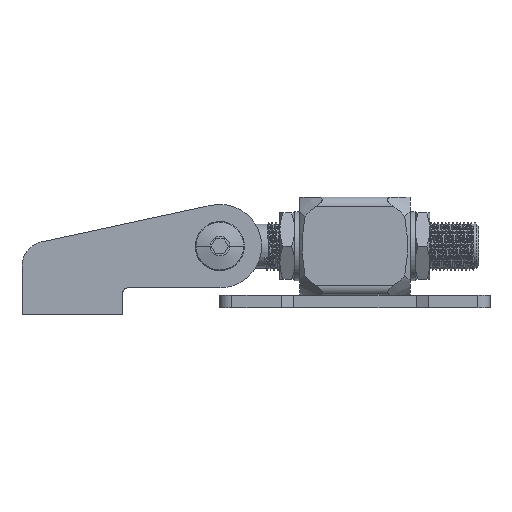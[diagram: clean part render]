
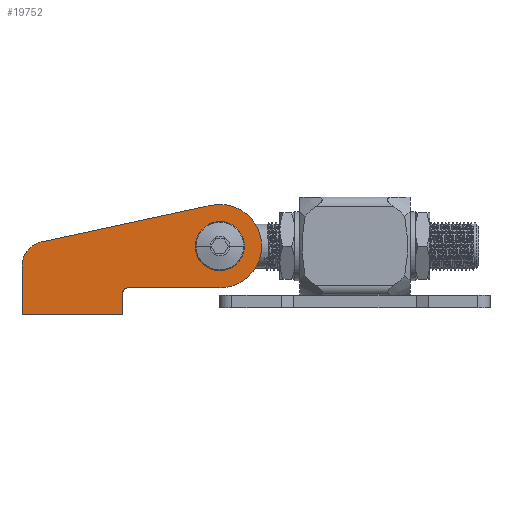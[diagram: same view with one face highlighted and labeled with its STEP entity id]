
A CAD part, front view. The second image highlights one B-rep face of the part: STEP entity #19752.
In plain terms, the highlighted free-form (B-spline) face has degree [1, 1] with [2, 2] control points.
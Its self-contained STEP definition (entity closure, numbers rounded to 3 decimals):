
#19178 = VERTEX_POINT('',#19179);
#19179 = CARTESIAN_POINT('',(-46.019,-28.166,
    25.605));
#19184 = EDGE_CURVE('',#19185,#19178,#19187,.T.);
#19185 = VERTEX_POINT('',#19186);
#19186 = CARTESIAN_POINT('',(-66.504,-28.166,
    25.605));
#19187 = ( BOUNDED_CURVE() B_SPLINE_CURVE(2,(#19188,#19189,#19190,#19191
,#19192),.UNSPECIFIED.,.F.,.F.) B_SPLINE_CURVE_WITH_KNOTS((3,2,3),(0.,
1.571,3.142),.PIECEWISE_BEZIER_KNOTS.) CURVE() 
GEOMETRIC_REPRESENTATION_ITEM() RATIONAL_B_SPLINE_CURVE((1.,
0.707,1.,0.707,1.)) REPRESENTATION_ITEM('') );
#19188 = CARTESIAN_POINT('',(-66.504,-28.166,
    25.605));
#19189 = CARTESIAN_POINT('',(-66.504,-28.166,
    35.848));
#19190 = CARTESIAN_POINT('',(-56.261,-28.166,
    35.848));
#19191 = CARTESIAN_POINT('',(-46.019,-28.166,
    35.848));
#19192 = CARTESIAN_POINT('',(-46.019,-28.166,
    25.605));
#19360 = VERTEX_POINT('',#19361);
#19361 = CARTESIAN_POINT('',(-38.85,-28.166,
    25.605));
#19366 = EDGE_CURVE('',#19360,#19367,#19369,.T.);
#19367 = VERTEX_POINT('',#19368);
#19368 = CARTESIAN_POINT('',(-56.261,-28.166,
    8.194));
#19369 = ( BOUNDED_CURVE() B_SPLINE_CURVE(2,(#19370,#19371,#19372),
.UNSPECIFIED.,.F.,.F.) B_SPLINE_CURVE_WITH_KNOTS((3,3),(3.142,
4.712),.PIECEWISE_BEZIER_KNOTS.) CURVE() 
GEOMETRIC_REPRESENTATION_ITEM() RATIONAL_B_SPLINE_CURVE((1.,
0.707,1.)) REPRESENTATION_ITEM('') );
#19370 = CARTESIAN_POINT('',(-38.85,-28.166,
    25.605));
#19371 = CARTESIAN_POINT('',(-38.85,-28.166,
    8.194));
#19372 = CARTESIAN_POINT('',(-56.261,-28.166,
    8.194));
#19538 = VERTEX_POINT('',#19539);
#19539 = CARTESIAN_POINT('',(-138.711,-28.166,
    -3.073));
#19544 = EDGE_CURVE('',#19538,#19545,#19547,.T.);
#19545 = VERTEX_POINT('',#19546);
#19546 = CARTESIAN_POINT('',(-138.711,-28.166,
    17.34));
#19547 = B_SPLINE_CURVE_WITH_KNOTS('',1,(#19548,#19549),.UNSPECIFIED.,
  .F.,.F.,(2,2),(-5.,14.93),.PIECEWISE_BEZIER_KNOTS.);
#19548 = CARTESIAN_POINT('',(-138.711,-28.166,
    -3.073));
#19549 = CARTESIAN_POINT('',(-138.711,-28.166,
    17.34));
#19573 = EDGE_CURVE('',#19545,#19574,#19576,.T.);
#19574 = VERTEX_POINT('',#19575);
#19575 = CARTESIAN_POINT('',(-130.632,-28.166,
    27.351));
#19576 = ( BOUNDED_CURVE() B_SPLINE_CURVE(2,(#19577,#19578,#19579),
.UNSPECIFIED.,.F.,.F.) B_SPLINE_CURVE_WITH_KNOTS((3,3),(3.142,
4.5),.PIECEWISE_BEZIER_KNOTS.) CURVE() 
GEOMETRIC_REPRESENTATION_ITEM() RATIONAL_B_SPLINE_CURVE((1.,
0.778,1.)) REPRESENTATION_ITEM('') );
#19577 = CARTESIAN_POINT('',(-138.711,-28.166,
    17.34));
#19578 = CARTESIAN_POINT('',(-138.711,-28.166,
    25.605));
#19579 = CARTESIAN_POINT('',(-130.632,-28.166,
    27.351));
#19604 = EDGE_CURVE('',#19574,#19605,#19607,.T.);
#19605 = VERTEX_POINT('',#19606);
#19606 = CARTESIAN_POINT('',(-59.938,-28.166,
    42.624));
#19607 = B_SPLINE_CURVE_WITH_KNOTS('',1,(#19608,#19609),.UNSPECIFIED.,
  .F.,.F.,(2,2),(0.,70.614),.PIECEWISE_BEZIER_KNOTS.);
#19608 = CARTESIAN_POINT('',(-130.632,-28.166,
    27.351));
#19609 = CARTESIAN_POINT('',(-59.938,-28.166,
    42.624));
#19632 = EDGE_CURVE('',#19605,#19360,#19633,.T.);
#19633 = ( BOUNDED_CURVE() B_SPLINE_CURVE(2,(#19634,#19635,#19636),
.UNSPECIFIED.,.F.,.F.) B_SPLINE_CURVE_WITH_KNOTS((3,3),(1.358,
3.142),.PIECEWISE_BEZIER_KNOTS.) CURVE() 
GEOMETRIC_REPRESENTATION_ITEM() RATIONAL_B_SPLINE_CURVE((1.,
0.628,1.)) REPRESENTATION_ITEM('') );
#19634 = CARTESIAN_POINT('',(-59.938,-28.166,
    42.624));
#19635 = CARTESIAN_POINT('',(-38.85,-28.166,
    47.181));
#19636 = CARTESIAN_POINT('',(-38.85,-28.166,
    25.605));
#19656 = EDGE_CURVE('',#19367,#19657,#19659,.T.);
#19657 = VERTEX_POINT('',#19658);
#19658 = CARTESIAN_POINT('',(-94.67,-28.166,
    8.194));
#19659 = B_SPLINE_CURVE_WITH_KNOTS('',1,(#19660,#19661),.UNSPECIFIED.,
  .F.,.F.,(2,2),(0.,37.5),.PIECEWISE_BEZIER_KNOTS.);
#19660 = CARTESIAN_POINT('',(-56.261,-28.166,
    8.194));
#19661 = CARTESIAN_POINT('',(-94.67,-28.166,
    8.194));
#19679 = VERTEX_POINT('',#19680);
#19680 = CARTESIAN_POINT('',(-96.718,-28.166,
    6.145));
#19685 = EDGE_CURVE('',#19657,#19679,#19686,.T.);
#19686 = ( BOUNDED_CURVE() B_SPLINE_CURVE(2,(#19687,#19688,#19689),
.UNSPECIFIED.,.F.,.F.) B_SPLINE_CURVE_WITH_KNOTS((3,3),(1.571,
3.142),.PIECEWISE_BEZIER_KNOTS.) CURVE() 
GEOMETRIC_REPRESENTATION_ITEM() RATIONAL_B_SPLINE_CURVE((1.,
0.707,1.)) REPRESENTATION_ITEM('') );
#19687 = CARTESIAN_POINT('',(-94.67,-28.166,
    8.194));
#19688 = CARTESIAN_POINT('',(-96.718,-28.166,
    8.194));
#19689 = CARTESIAN_POINT('',(-96.718,-28.166,
    6.145));
#19714 = EDGE_CURVE('',#19679,#19715,#19717,.T.);
#19715 = VERTEX_POINT('',#19716);
#19716 = CARTESIAN_POINT('',(-96.718,-28.166,
    -3.073));
#19717 = B_SPLINE_CURVE_WITH_KNOTS('',1,(#19718,#19719),.UNSPECIFIED.,
  .F.,.F.,(2,2),(0.,9.),.PIECEWISE_BEZIER_KNOTS.);
#19718 = CARTESIAN_POINT('',(-96.718,-28.166,
    6.145));
#19719 = CARTESIAN_POINT('',(-96.718,-28.166,
    -3.073));
#19752 = ADVANCED_FACE('',(#19753,#19764),#19779,.T.);
#19753 = FACE_BOUND('',#19754,.T.);
#19754 = EDGE_LOOP('',(#19755,#19756));
#19755 = ORIENTED_EDGE('',*,*,#19184,.T.);
#19756 = ORIENTED_EDGE('',*,*,#19757,.T.);
#19757 = EDGE_CURVE('',#19178,#19185,#19758,.T.);
#19758 = ( BOUNDED_CURVE() B_SPLINE_CURVE(2,(#19759,#19760,#19761,#19762
,#19763),.UNSPECIFIED.,.F.,.F.) B_SPLINE_CURVE_WITH_KNOTS((3,2,3),(
    3.142,4.712,6.283),
.PIECEWISE_BEZIER_KNOTS.) CURVE() GEOMETRIC_REPRESENTATION_ITEM() 
RATIONAL_B_SPLINE_CURVE((1.,0.707,1.,0.707,1.)) 
REPRESENTATION_ITEM('') );
#19759 = CARTESIAN_POINT('',(-46.019,-28.166,
    25.605));
#19760 = CARTESIAN_POINT('',(-46.019,-28.166,
    15.363));
#19761 = CARTESIAN_POINT('',(-56.261,-28.166,
    15.363));
#19762 = CARTESIAN_POINT('',(-66.504,-28.166,
    15.363));
#19763 = CARTESIAN_POINT('',(-66.504,-28.166,
    25.605));
#19764 = FACE_BOUND('',#19765,.T.);
#19765 = EDGE_LOOP('',(#19766,#19767,#19772,#19773,#19774,#19775,#19776,
    #19777,#19778));
#19766 = ORIENTED_EDGE('',*,*,#19544,.F.);
#19767 = ORIENTED_EDGE('',*,*,#19768,.F.);
#19768 = EDGE_CURVE('',#19715,#19538,#19769,.T.);
#19769 = B_SPLINE_CURVE_WITH_KNOTS('',1,(#19770,#19771),.UNSPECIFIED.,
  .F.,.F.,(2,2),(0.,41.),.PIECEWISE_BEZIER_KNOTS.);
#19770 = CARTESIAN_POINT('',(-96.718,-28.166,
    -3.073));
#19771 = CARTESIAN_POINT('',(-138.711,-28.166,
    -3.073));
#19772 = ORIENTED_EDGE('',*,*,#19714,.F.);
#19773 = ORIENTED_EDGE('',*,*,#19685,.F.);
#19774 = ORIENTED_EDGE('',*,*,#19656,.F.);
#19775 = ORIENTED_EDGE('',*,*,#19366,.F.);
#19776 = ORIENTED_EDGE('',*,*,#19632,.F.);
#19777 = ORIENTED_EDGE('',*,*,#19604,.F.);
#19778 = ORIENTED_EDGE('',*,*,#19573,.F.);
#19779 = B_SPLINE_SURFACE_WITH_KNOTS('',1,1,(
    (#19780,#19781)
    ,(#19782,#19783
  )),.UNSPECIFIED.,.F.,.F.,.F.,(2,2),(2,2),(-10.,87.5),(-19.93,
    25.07),.PIECEWISE_BEZIER_KNOTS.);
#19780 = CARTESIAN_POINT('',(-138.711,-28.166,
    -3.073));
#19781 = CARTESIAN_POINT('',(-138.711,-28.166,
    43.017));
#19782 = CARTESIAN_POINT('',(-38.85,-28.166,
    -3.073));
#19783 = CARTESIAN_POINT('',(-38.85,-28.166,
    43.017));
